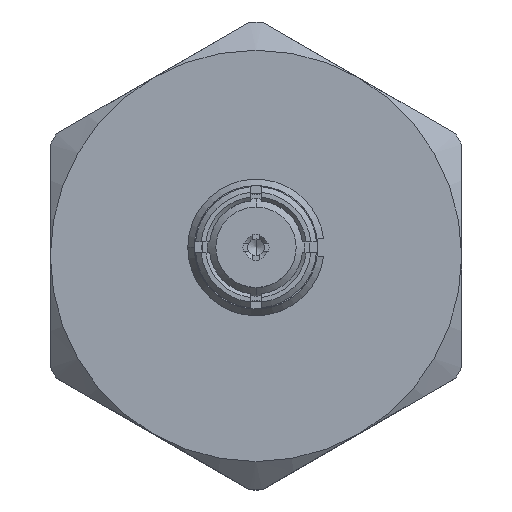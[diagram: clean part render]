
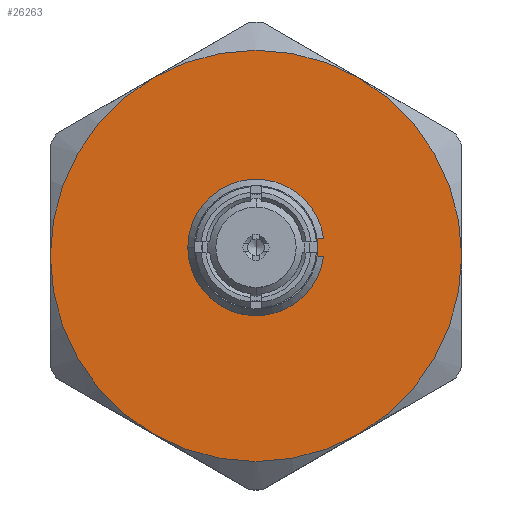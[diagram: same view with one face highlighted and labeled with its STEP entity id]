
A CAD part, top view. The second image highlights one B-rep face of the part: STEP entity #26263.
In plain terms, the highlighted face is planar.
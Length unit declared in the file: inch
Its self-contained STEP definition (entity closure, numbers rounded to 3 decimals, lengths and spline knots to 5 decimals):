
#125 = EDGE_CURVE ( 'NONE', #18654, #17498, #20677, .T. ) ;
#642 = CARTESIAN_POINT ( 'NONE',  ( 0.512, 0., 0. ) ) ;
#1145 = EDGE_CURVE ( 'NONE', #12868, #16676, #25554, .T. ) ;
#2031 = ORIENTED_EDGE ( 'NONE', *, *, #125, .T. ) ;
#2433 = DIRECTION ( 'NONE',  ( 0., 0., -1. ) ) ;
#2468 = CARTESIAN_POINT ( 'NONE',  ( 0.512, 0.18749, -0.10825 ) ) ;
#3990 = EDGE_CURVE ( 'NONE', #16676, #14405, #15847, .T. ) ;
#4711 = DIRECTION ( 'NONE',  ( 0., 0., -1. ) ) ;
#4738 = ORIENTED_EDGE ( 'NONE', *, *, #27420, .F. ) ;
#4810 = DIRECTION ( 'NONE',  ( 0., 0., -1. ) ) ;
#5140 = AXIS2_PLACEMENT_3D ( 'NONE', #8467, #23625, #4711 ) ;
#5765 = DIRECTION ( 'NONE',  ( 0., 0., -1. ) ) ;
#5894 = CARTESIAN_POINT ( 'NONE',  ( 0.512, 0., 0. ) ) ;
#5952 = AXIS2_PLACEMENT_3D ( 'NONE', #6156, #15067, #12971 ) ;
#6156 = CARTESIAN_POINT ( 'NONE',  ( 0.512, 0., 0. ) ) ;
#6278 = ORIENTED_EDGE ( 'NONE', *, *, #20516, .T. ) ;
#6878 = CARTESIAN_POINT ( 'NONE',  ( 0.512, 0., 0. ) ) ;
#7211 = AXIS2_PLACEMENT_3D ( 'NONE', #23573, #13001, #2433 ) ;
#7266 = CARTESIAN_POINT ( 'NONE',  ( 0.512, 0., 0. ) ) ;
#7730 = FACE_OUTER_BOUND ( 'NONE', #22398, .T. ) ;
#8467 = CARTESIAN_POINT ( 'NONE',  ( 0.512, 0., 0. ) ) ;
#8792 = CIRCLE ( 'NONE', #24348, 0.2165 ) ;
#9051 = AXIS2_PLACEMENT_3D ( 'NONE', #7266, #16408, #13673 ) ;
#9137 = ORIENTED_EDGE ( 'NONE', *, *, #3990, .T. ) ;
#9668 = FACE_BOUND ( 'NONE', #26679, .T. ) ;
#9759 = CARTESIAN_POINT ( 'NONE',  ( 0.512, 0., 0. ) ) ;
#9814 = DIRECTION ( 'NONE',  ( 0., 0., -1. ) ) ;
#10159 = ORIENTED_EDGE ( 'NONE', *, *, #13686, .F. ) ;
#10327 = CIRCLE ( 'NONE', #7211, 0.06116 ) ;
#11291 = CIRCLE ( 'NONE', #5952, 0.2165 ) ;
#11645 = AXIS2_PLACEMENT_3D ( 'NONE', #14421, #26649, #9814 ) ;
#11729 = ORIENTED_EDGE ( 'NONE', *, *, #16970, .T. ) ;
#12868 = VERTEX_POINT ( 'NONE', #13635 ) ;
#12971 = DIRECTION ( 'NONE',  ( 0., 0., -1. ) ) ;
#13001 = DIRECTION ( 'NONE',  ( 1., 0., 0. ) ) ;
#13635 = CARTESIAN_POINT ( 'NONE',  ( 0.512, 0.18749, 0.10825 ) ) ;
#13673 = DIRECTION ( 'NONE',  ( 0., 0., -1. ) ) ;
#13686 = EDGE_CURVE ( 'NONE', #18170, #18663, #21482, .T. ) ;
#14281 = PLANE ( 'NONE',  #11645 ) ;
#14405 = VERTEX_POINT ( 'NONE', #26230 ) ;
#14421 = CARTESIAN_POINT ( 'NONE',  ( 0.512, 0.24633, 0. ) ) ;
#15067 = DIRECTION ( 'NONE',  ( 1., 0., 0. ) ) ;
#15847 = CIRCLE ( 'NONE', #26510, 0.2165 ) ;
#15982 = AXIS2_PLACEMENT_3D ( 'NONE', #9759, #17834, #20058 ) ;
#16408 = DIRECTION ( 'NONE',  ( 1., 0., 0. ) ) ;
#16529 = CARTESIAN_POINT ( 'NONE',  ( 0.512, 0., -0.06116 ) ) ;
#16676 = VERTEX_POINT ( 'NONE', #23546 ) ;
#16706 = AXIS2_PLACEMENT_3D ( 'NONE', #6878, #24136, #17326 ) ;
#16970 = EDGE_CURVE ( 'NONE', #17498, #26815, #11291, .T. ) ;
#17326 = DIRECTION ( 'NONE',  ( 0., 0., -1. ) ) ;
#17498 = VERTEX_POINT ( 'NONE', #23475 ) ;
#17834 = DIRECTION ( 'NONE',  ( 1., 0., 0. ) ) ;
#18170 = VERTEX_POINT ( 'NONE', #16529 ) ;
#18587 = CIRCLE ( 'NONE', #15982, 0.2165 ) ;
#18654 = VERTEX_POINT ( 'NONE', #21047 ) ;
#18663 = VERTEX_POINT ( 'NONE', #27291 ) ;
#19553 = DIRECTION ( 'NONE',  ( 1., 0., 0. ) ) ;
#20058 = DIRECTION ( 'NONE',  ( 0., 0., -1. ) ) ;
#20516 = EDGE_CURVE ( 'NONE', #14405, #18654, #18587, .T. ) ;
#20677 = CIRCLE ( 'NONE', #5140, 0.2165 ) ;
#20970 = ORIENTED_EDGE ( 'NONE', *, *, #22692, .T. ) ;
#21047 = CARTESIAN_POINT ( 'NONE',  ( 0.512, -0.18749, -0.10825 ) ) ;
#21482 = CIRCLE ( 'NONE', #9051, 0.06116 ) ;
#22398 = EDGE_LOOP ( 'NONE', ( #2031, #11729, #20970, #23466, #9137, #6278 ) ) ;
#22692 = EDGE_CURVE ( 'NONE', #26815, #12868, #8792, .T. ) ;
#23466 = ORIENTED_EDGE ( 'NONE', *, *, #1145, .T. ) ;
#23475 = CARTESIAN_POINT ( 'NONE',  ( 0.512, 0., -0.2165 ) ) ;
#23546 = CARTESIAN_POINT ( 'NONE',  ( 0.512, 0., 0.2165 ) ) ;
#23573 = CARTESIAN_POINT ( 'NONE',  ( 0.512, 0., 0. ) ) ;
#23625 = DIRECTION ( 'NONE',  ( 1., 0., 0. ) ) ;
#24136 = DIRECTION ( 'NONE',  ( 1., 0., 0. ) ) ;
#24348 = AXIS2_PLACEMENT_3D ( 'NONE', #5894, #24535, #5765 ) ;
#24535 = DIRECTION ( 'NONE',  ( 1., 0., 0. ) ) ;
#25554 = CIRCLE ( 'NONE', #16706, 0.2165 ) ;
#26230 = CARTESIAN_POINT ( 'NONE',  ( 0.512, -0.18749, 0.10825 ) ) ;
#26263 = ADVANCED_FACE ( 'NONE', ( #9668, #7730 ), #14281, .T. ) ;
#26510 = AXIS2_PLACEMENT_3D ( 'NONE', #642, #19553, #4810 ) ;
#26649 = DIRECTION ( 'NONE',  ( 1., 0., 0. ) ) ;
#26679 = EDGE_LOOP ( 'NONE', ( #10159, #4738 ) ) ;
#26815 = VERTEX_POINT ( 'NONE', #2468 ) ;
#27291 = CARTESIAN_POINT ( 'NONE',  ( 0.512, 0., 0.06116 ) ) ;
#27420 = EDGE_CURVE ( 'NONE', #18663, #18170, #10327, .T. ) ;
